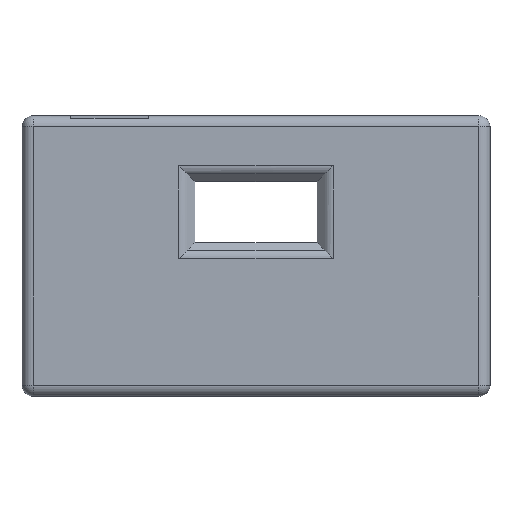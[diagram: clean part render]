
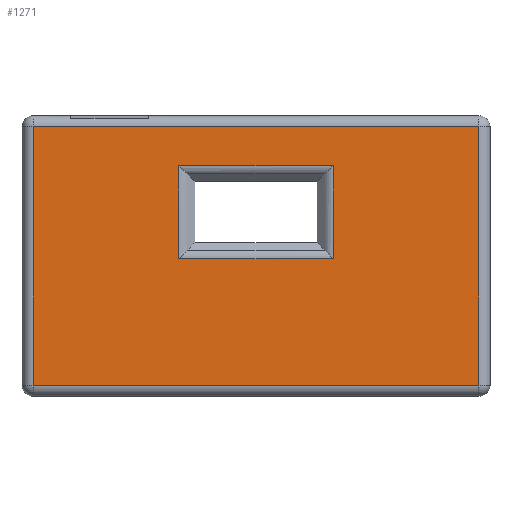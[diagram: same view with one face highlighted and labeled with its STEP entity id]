
A CAD part, top view. The second image highlights one B-rep face of the part: STEP entity #1271.
In plain terms, the highlighted planar face has unit normal (0, 0, 1).
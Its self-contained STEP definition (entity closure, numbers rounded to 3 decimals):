
#25=FACE_BOUND('',#207,.T.);
#60=PLANE('',#1394);
#129=FACE_OUTER_BOUND('',#206,.T.);
#206=EDGE_LOOP('',(#1073,#1074,#1075,#1076));
#207=EDGE_LOOP('',(#1077,#1078,#1079,#1080));
#278=LINE('',#1910,#418);
#280=LINE('',#1915,#420);
#283=LINE('',#1925,#423);
#287=LINE('',#1943,#427);
#327=LINE('',#2044,#467);
#329=LINE('',#2053,#469);
#330=LINE('',#2056,#470);
#333=LINE('',#2060,#473);
#418=VECTOR('',#1533,10.);
#420=VECTOR('',#1539,10.);
#423=VECTOR('',#1552,10.);
#427=VECTOR('',#1576,10.);
#467=VECTOR('',#1668,10.);
#469=VECTOR('',#1676,10.);
#470=VECTOR('',#1681,10.);
#473=VECTOR('',#1686,10.);
#582=VERTEX_POINT('',#1873);
#595=VERTEX_POINT('',#1905);
#596=VERTEX_POINT('',#1909);
#599=VERTEX_POINT('',#1924);
#637=VERTEX_POINT('',#2041);
#638=VERTEX_POINT('',#2043);
#641=VERTEX_POINT('',#2050);
#642=VERTEX_POINT('',#2052);
#723=EDGE_CURVE('',#595,#596,#278,.T.);
#726=EDGE_CURVE('',#582,#595,#280,.T.);
#731=EDGE_CURVE('',#596,#599,#283,.T.);
#741=EDGE_CURVE('',#599,#582,#287,.T.);
#790=EDGE_CURVE('',#637,#638,#327,.T.);
#794=EDGE_CURVE('',#641,#642,#329,.T.);
#796=EDGE_CURVE('',#638,#641,#330,.T.);
#799=EDGE_CURVE('',#642,#637,#333,.T.);
#1073=ORIENTED_EDGE('',*,*,#741,.F.);
#1074=ORIENTED_EDGE('',*,*,#731,.F.);
#1075=ORIENTED_EDGE('',*,*,#723,.F.);
#1076=ORIENTED_EDGE('',*,*,#726,.F.);
#1077=ORIENTED_EDGE('',*,*,#794,.F.);
#1078=ORIENTED_EDGE('',*,*,#796,.F.);
#1079=ORIENTED_EDGE('',*,*,#790,.F.);
#1080=ORIENTED_EDGE('',*,*,#799,.F.);
#1271=ADVANCED_FACE('',(#129,#25),#60,.T.);
#1394=AXIS2_PLACEMENT_3D('',#2071,#1696,#1697);
#1533=DIRECTION('',(-1.,0.,0.));
#1539=DIRECTION('',(0.,-1.,0.));
#1552=DIRECTION('',(0.,1.,0.));
#1576=DIRECTION('',(1.,0.,0.));
#1668=DIRECTION('',(-1.,0.,0.));
#1676=DIRECTION('',(1.,0.,0.));
#1681=DIRECTION('',(0.,-1.,0.));
#1686=DIRECTION('',(0.,1.,0.));
#1696=DIRECTION('center_axis',(0.,0.,1.));
#1697=DIRECTION('ref_axis',(1.,0.,0.));
#1873=CARTESIAN_POINT('',(75.475,0.,7.975));
#1905=CARTESIAN_POINT('',(75.475,-46.35,7.975));
#1909=CARTESIAN_POINT('',(-4.5,-46.35,7.975));
#1910=CARTESIAN_POINT('',(14.494,-46.35,7.975));
#1915=CARTESIAN_POINT('',(75.475,-35.763,7.975));
#1924=CARTESIAN_POINT('',(-4.5,0.,7.975));
#1925=CARTESIAN_POINT('',(-4.5,-10.588,7.975));
#1943=CARTESIAN_POINT('',(56.481,0.,7.975));
#2041=CARTESIAN_POINT('',(49.316,-6.997,7.975));
#2043=CARTESIAN_POINT('',(21.659,-6.997,7.975));
#2044=CARTESIAN_POINT('',(38.238,-6.997,7.975));
#2050=CARTESIAN_POINT('',(21.659,-23.653,7.975));
#2052=CARTESIAN_POINT('',(49.316,-23.653,7.975));
#2053=CARTESIAN_POINT('',(32.738,-23.653,7.975));
#2056=CARTESIAN_POINT('',(21.659,-19.838,7.975));
#2060=CARTESIAN_POINT('',(49.316,-22.588,7.975));
#2071=CARTESIAN_POINT('Origin',(35.488,-23.175,7.975));
